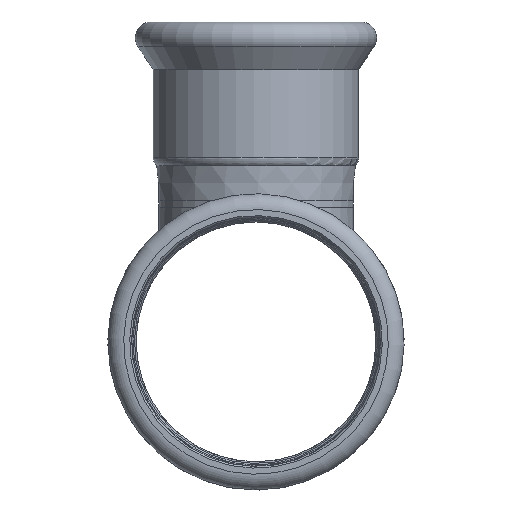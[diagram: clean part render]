
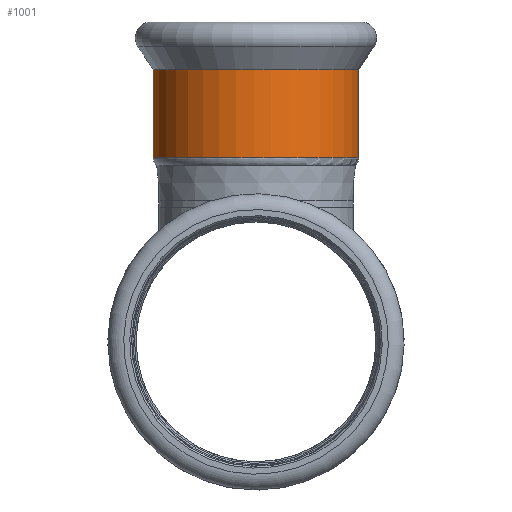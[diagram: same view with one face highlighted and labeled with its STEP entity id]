
A CAD part, left-side view. The second image highlights one B-rep face of the part: STEP entity #1001.
In plain terms, the highlighted cylindrical face has radius 22.7 mm (diameter 45.4 mm), a full revolution.
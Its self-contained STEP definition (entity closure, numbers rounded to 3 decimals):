
#100=LINE('',#3976,#131);
#131=VECTOR('',#1449,22.7);
#151=CYLINDRICAL_SURFACE('',#1156,22.7);
#212=FACE_OUTER_BOUND('',#281,.T.);
#281=EDGE_LOOP('',(#833,#834,#835,#836));
#370=CIRCLE('',#1157,22.7);
#371=CIRCLE('',#1158,22.7);
#454=VERTEX_POINT('',#3973);
#455=VERTEX_POINT('',#3975);
#583=EDGE_CURVE('',#454,#454,#370,.T.);
#584=EDGE_CURVE('',#454,#455,#100,.T.);
#585=EDGE_CURVE('',#455,#455,#371,.T.);
#833=ORIENTED_EDGE('',*,*,#583,.F.);
#834=ORIENTED_EDGE('',*,*,#584,.T.);
#835=ORIENTED_EDGE('',*,*,#585,.T.);
#836=ORIENTED_EDGE('',*,*,#584,.F.);
#1001=ADVANCED_FACE('',(#212),#151,.T.);
#1156=AXIS2_PLACEMENT_3D('',#3972,#1445,#1446);
#1157=AXIS2_PLACEMENT_3D('',#3974,#1447,#1448);
#1158=AXIS2_PLACEMENT_3D('',#3977,#1450,#1451);
#1445=DIRECTION('center_axis',(0.,0.,1.));
#1446=DIRECTION('ref_axis',(-0.479,0.878,0.));
#1447=DIRECTION('center_axis',(0.,0.,1.));
#1448=DIRECTION('ref_axis',(0.,1.,0.));
#1449=DIRECTION('',(0.,0.,-1.));
#1450=DIRECTION('center_axis',(0.,0.,1.));
#1451=DIRECTION('ref_axis',(0.,1.,0.));
#3972=CARTESIAN_POINT('Origin',(0.,0.013,38.925));
#3973=CARTESIAN_POINT('',(10.883,-19.908,60.2));
#3974=CARTESIAN_POINT('Origin',(0.,0.013,60.2));
#3975=CARTESIAN_POINT('',(10.883,-19.908,40.7));
#3976=CARTESIAN_POINT('',(10.883,-19.908,38.925));
#3977=CARTESIAN_POINT('Origin',(0.,0.013,40.7));
